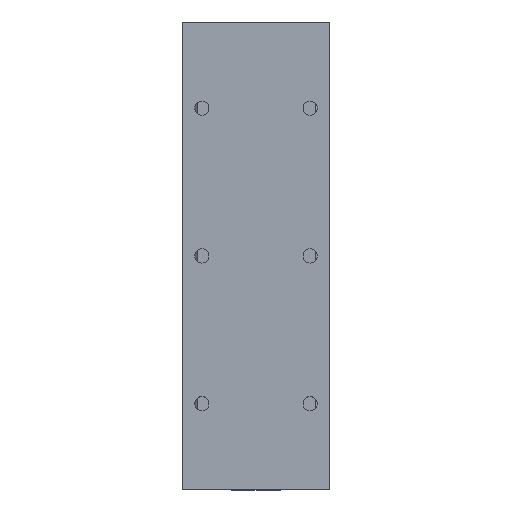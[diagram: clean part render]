
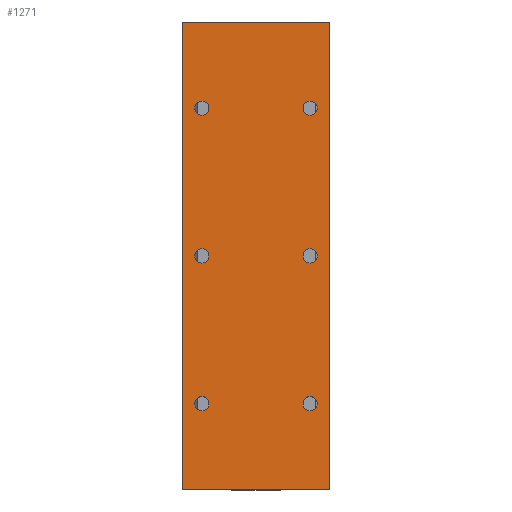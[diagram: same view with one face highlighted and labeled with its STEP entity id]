
A CAD part, top view. The second image highlights one B-rep face of the part: STEP entity #1271.
In plain terms, the highlighted planar face has unit normal (0, 0, 1).
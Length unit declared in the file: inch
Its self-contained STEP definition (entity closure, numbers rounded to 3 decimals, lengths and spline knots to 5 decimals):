
#285=CARTESIAN_POINT('',(-0.376,-1.181,0.22813));
#286=VERTEX_POINT('',#285);
#302=CARTESIAN_POINT('',(-0.49,-1.181,0.22813));
#303=VERTEX_POINT('',#302);
#310=CARTESIAN_POINT('',(-0.433,-1.181,0.22813));
#311=DIRECTION('',(0.0,0.0,-1.0));
#312=DIRECTION('',(1.0,0.0,0.0));
#313=AXIS2_PLACEMENT_3D('',#310,#311,#312);
#314=CIRCLE('',#313,0.057);
#315=EDGE_CURVE('',#286,#303,#314,.T.);
#348=CARTESIAN_POINT('',(0.49,1.181,0.22813));
#349=VERTEX_POINT('',#348);
#365=CARTESIAN_POINT('',(0.376,1.181,0.22813));
#366=VERTEX_POINT('',#365);
#373=CARTESIAN_POINT('',(0.433,1.181,0.22813));
#374=DIRECTION('',(0.0,0.0,-1.0));
#375=DIRECTION('',(1.0,0.0,0.0));
#376=AXIS2_PLACEMENT_3D('',#373,#374,#375);
#377=CIRCLE('',#376,0.057);
#378=EDGE_CURVE('',#349,#366,#377,.T.);
#411=CARTESIAN_POINT('',(0.49,-1.181,0.22813));
#412=VERTEX_POINT('',#411);
#428=CARTESIAN_POINT('',(0.376,-1.181,0.22813));
#429=VERTEX_POINT('',#428);
#436=CARTESIAN_POINT('',(0.433,-1.181,0.22813));
#437=DIRECTION('',(0.0,0.0,-1.0));
#438=DIRECTION('',(1.0,0.0,0.0));
#439=AXIS2_PLACEMENT_3D('',#436,#437,#438);
#440=CIRCLE('',#439,0.057);
#441=EDGE_CURVE('',#412,#429,#440,.T.);
#474=CARTESIAN_POINT('',(-0.376,0.,0.22813));
#475=VERTEX_POINT('',#474);
#491=CARTESIAN_POINT('',(-0.49,0.,0.22813));
#492=VERTEX_POINT('',#491);
#499=CARTESIAN_POINT('',(-0.433,0.,0.22813));
#500=DIRECTION('',(0.0,0.0,-1.0));
#501=DIRECTION('',(1.0,0.0,0.0));
#502=AXIS2_PLACEMENT_3D('',#499,#500,#501);
#503=CIRCLE('',#502,0.057);
#504=EDGE_CURVE('',#475,#492,#503,.T.);
#537=CARTESIAN_POINT('',(0.49,0.,0.22813));
#538=VERTEX_POINT('',#537);
#554=CARTESIAN_POINT('',(0.376,0.,0.22813));
#555=VERTEX_POINT('',#554);
#562=CARTESIAN_POINT('',(0.433,0.,0.22813));
#563=DIRECTION('',(0.0,0.0,-1.0));
#564=DIRECTION('',(1.0,0.0,0.0));
#565=AXIS2_PLACEMENT_3D('',#562,#563,#564);
#566=CIRCLE('',#565,0.057);
#567=EDGE_CURVE('',#538,#555,#566,.T.);
#600=CARTESIAN_POINT('',(-0.376,1.181,0.22813));
#601=VERTEX_POINT('',#600);
#617=CARTESIAN_POINT('',(-0.49,1.181,0.22813));
#618=VERTEX_POINT('',#617);
#625=CARTESIAN_POINT('',(-0.433,1.181,0.22813));
#626=DIRECTION('',(0.0,0.0,-1.0));
#627=DIRECTION('',(1.0,0.0,0.0));
#628=AXIS2_PLACEMENT_3D('',#625,#626,#627);
#629=CIRCLE('',#628,0.057);
#630=EDGE_CURVE('',#601,#618,#629,.T.);
#662=CARTESIAN_POINT('',(-0.433,1.181,0.22813));
#663=DIRECTION('',(0.0,0.0,-1.0));
#664=DIRECTION('',(1.0,0.0,0.0));
#665=AXIS2_PLACEMENT_3D('',#662,#663,#664);
#666=CIRCLE('',#665,0.057);
#667=EDGE_CURVE('',#618,#601,#666,.T.);
#707=CARTESIAN_POINT('',(0.433,0.,0.22813));
#708=DIRECTION('',(0.0,0.0,-1.0));
#709=DIRECTION('',(1.0,0.0,0.0));
#710=AXIS2_PLACEMENT_3D('',#707,#708,#709);
#711=CIRCLE('',#710,0.057);
#712=EDGE_CURVE('',#555,#538,#711,.T.);
#752=CARTESIAN_POINT('',(-0.433,0.,0.22813));
#753=DIRECTION('',(0.0,0.0,-1.0));
#754=DIRECTION('',(1.0,0.0,0.0));
#755=AXIS2_PLACEMENT_3D('',#752,#753,#754);
#756=CIRCLE('',#755,0.057);
#757=EDGE_CURVE('',#492,#475,#756,.T.);
#797=CARTESIAN_POINT('',(0.433,-1.181,0.22813));
#798=DIRECTION('',(0.0,0.0,-1.0));
#799=DIRECTION('',(1.0,0.0,0.0));
#800=AXIS2_PLACEMENT_3D('',#797,#798,#799);
#801=CIRCLE('',#800,0.057);
#802=EDGE_CURVE('',#429,#412,#801,.T.);
#842=CARTESIAN_POINT('',(0.433,1.181,0.22813));
#843=DIRECTION('',(0.0,0.0,-1.0));
#844=DIRECTION('',(1.0,0.0,0.0));
#845=AXIS2_PLACEMENT_3D('',#842,#843,#844);
#846=CIRCLE('',#845,0.057);
#847=EDGE_CURVE('',#366,#349,#846,.T.);
#887=CARTESIAN_POINT('',(-0.433,-1.181,0.22813));
#888=DIRECTION('',(0.0,0.0,-1.0));
#889=DIRECTION('',(1.0,0.0,0.0));
#890=AXIS2_PLACEMENT_3D('',#887,#888,#889);
#891=CIRCLE('',#890,0.057);
#892=EDGE_CURVE('',#303,#286,#891,.T.);
#1191=CARTESIAN_POINT('',(0.5905,1.87,0.22813));
#1192=VERTEX_POINT('',#1191);
#1199=CARTESIAN_POINT('',(0.5905,-1.87,0.22813));
#1200=VERTEX_POINT('',#1199);
#1201=CARTESIAN_POINT('',(0.5905,-1.87,0.22813));
#1202=DIRECTION('',(0.0,1.0,0.0));
#1203=VECTOR('',#1202,3.74);
#1204=LINE('',#1201,#1203);
#1205=EDGE_CURVE('',#1200,#1192,#1204,.T.);
#1217=CARTESIAN_POINT('',(0.5905,-1.87,0.22813));
#1218=DIRECTION('',(0.0,0.0,1.0));
#1219=DIRECTION('',(1.0,0.0,0.0));
#1220=AXIS2_PLACEMENT_3D('',#1217,#1218,#1219);
#1221=PLANE('',#1220);
#1222=CARTESIAN_POINT('',(-0.5905,1.87,0.22813));
#1223=VERTEX_POINT('',#1222);
#1224=CARTESIAN_POINT('',(0.5905,1.87,0.22813));
#1225=DIRECTION('',(-1.0,0.0,0.0));
#1226=VECTOR('',#1225,1.181);
#1227=LINE('',#1224,#1226);
#1228=EDGE_CURVE('',#1192,#1223,#1227,.T.);
#1229=ORIENTED_EDGE('',*,*,#1228,.T.);
#1230=CARTESIAN_POINT('',(-0.5905,-1.87,0.22813));
#1231=VERTEX_POINT('',#1230);
#1232=CARTESIAN_POINT('',(-0.5905,-1.87,0.22813));
#1233=DIRECTION('',(0.0,1.0,0.0));
#1234=VECTOR('',#1233,3.74);
#1235=LINE('',#1232,#1234);
#1236=EDGE_CURVE('',#1231,#1223,#1235,.T.);
#1237=ORIENTED_EDGE('',*,*,#1236,.F.);
#1238=CARTESIAN_POINT('',(-0.5905,-1.87,0.22813));
#1239=DIRECTION('',(1.0,0.0,0.0));
#1240=VECTOR('',#1239,1.181);
#1241=LINE('',#1238,#1240);
#1242=EDGE_CURVE('',#1231,#1200,#1241,.T.);
#1243=ORIENTED_EDGE('',*,*,#1242,.T.);
#1244=ORIENTED_EDGE('',*,*,#1205,.T.);
#1245=EDGE_LOOP('',(#1229,#1237,#1243,#1244));
#1246=FACE_OUTER_BOUND('',#1245,.T.);
#1247=ORIENTED_EDGE('',*,*,#630,.T.);
#1248=ORIENTED_EDGE('',*,*,#667,.T.);
#1249=EDGE_LOOP('',(#1247,#1248));
#1250=FACE_BOUND('',#1249,.T.);
#1251=ORIENTED_EDGE('',*,*,#567,.T.);
#1252=ORIENTED_EDGE('',*,*,#712,.T.);
#1253=EDGE_LOOP('',(#1251,#1252));
#1254=FACE_BOUND('',#1253,.T.);
#1255=ORIENTED_EDGE('',*,*,#504,.T.);
#1256=ORIENTED_EDGE('',*,*,#757,.T.);
#1257=EDGE_LOOP('',(#1255,#1256));
#1258=FACE_BOUND('',#1257,.T.);
#1259=ORIENTED_EDGE('',*,*,#441,.T.);
#1260=ORIENTED_EDGE('',*,*,#802,.T.);
#1261=EDGE_LOOP('',(#1259,#1260));
#1262=FACE_BOUND('',#1261,.T.);
#1263=ORIENTED_EDGE('',*,*,#378,.T.);
#1264=ORIENTED_EDGE('',*,*,#847,.T.);
#1265=EDGE_LOOP('',(#1263,#1264));
#1266=FACE_BOUND('',#1265,.T.);
#1267=ORIENTED_EDGE('',*,*,#315,.T.);
#1268=ORIENTED_EDGE('',*,*,#892,.T.);
#1269=EDGE_LOOP('',(#1267,#1268));
#1270=FACE_BOUND('',#1269,.T.);
#1271=ADVANCED_FACE('',(#1246,#1250,#1254,#1258,#1262,#1266,#1270),#1221,.T.);
